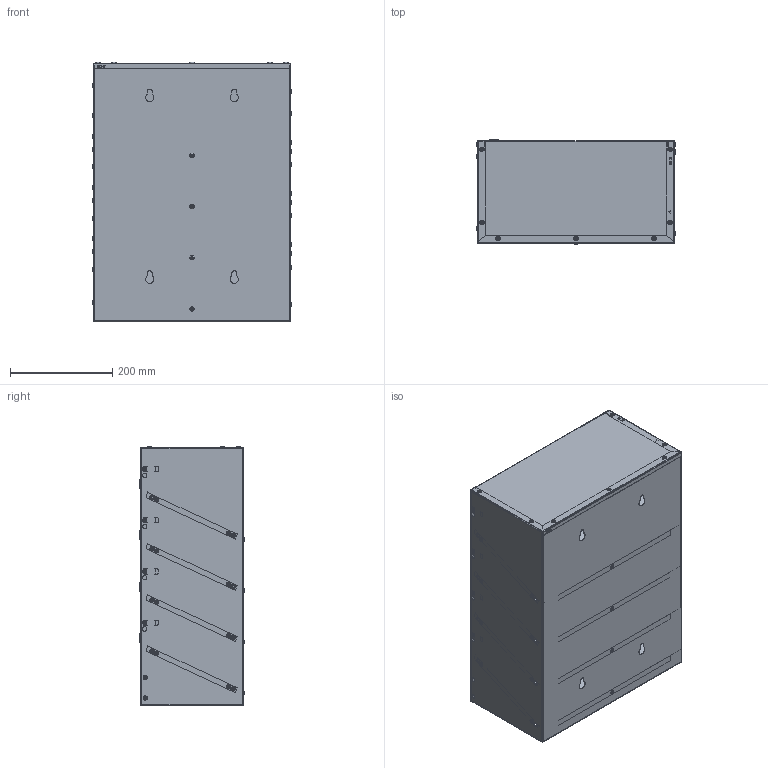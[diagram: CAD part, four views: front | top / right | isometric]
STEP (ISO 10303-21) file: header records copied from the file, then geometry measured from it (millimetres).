
FILE_DESCRIPTION(('FreeCAD Model'),'2;1');
FILE_NAME('Open CASCADE Shape Model','2025-05-01T08:54:22',('FreeCAD'),( 'FreeCAD'),'Open CASCADE STEP processor 7.6','FreeCAD','Unknown');
FILE_SCHEMA(('AUTOMOTIVE_DESIGN { 1 0 10303 214 1 1 1 1 }'));
Products named in the file (1): Open CASCADE STEP translator 7.6 1
Bounding box: 388.4 x 203.7 x 506.7 mm (x, y, z)
Volume: 906388.5 mm3; surface area: 2222685.6 mm2
Topology: 102 solids, 110 shells, 2771 faces, 6371 edges, 3966 vertices
Faces by surface type: plane 1448, cylinder 709, extrusion 372, torus 106, cone 84, bspline 48, revolution 4
Full cylindrical faces by diameter (mm): 2.459 x12, 2.55 x35, 3 x20, 3.5 x8, 4 x43, 4.1 x16, 4.2 x30, 4.4 x39, 4.5 x8, 4.6 x8, 4.9 x24, 5 x12, 5.5 x12, 6 x16, 7 x12, 8 x16, 8.7 x40, 9 x8, 11.8 x4, 18 x4, 19 x4, 21 x4, 24.5 x4
Entity records: 85448 total; most frequent: CARTESIAN_POINT 24471, ORIENTED_EDGE 12694, DIRECTION 11376, EDGE_CURVE 6351, VERTEX_POINT 3966, AXIS2_PLACEMENT_3D 3890, VECTOR 3592, FACE_BOUND 3373
